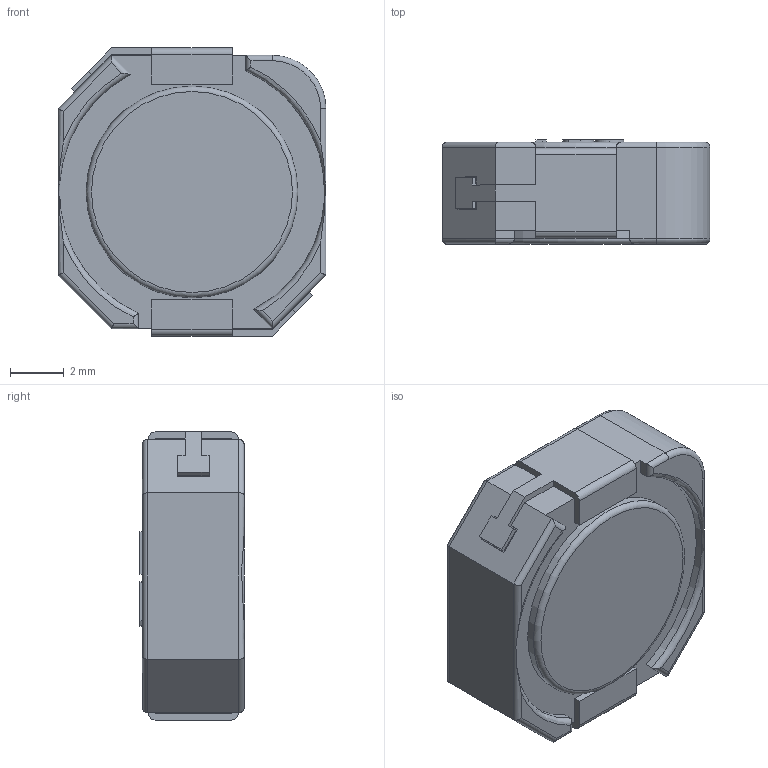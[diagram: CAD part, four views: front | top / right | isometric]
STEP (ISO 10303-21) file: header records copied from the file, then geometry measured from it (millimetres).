
FILE_DESCRIPTION (( 'STEP AP214' ), '1' );
FILE_NAME ('Power Inductors.STEP', '2022-10-13T07:10:01', ( 'AWaDH Workstation' ), ( '' ), 'SwSTEP 2.0', 'SolidWorks 2021', '' );
FILE_SCHEMA (( 'AUTOMOTIVE_DESIGN' ));
Length unit declared in the file: millimetre
Products named in the file (1): Power Inductors
Bounding box: 10 x 3.9 x 10.75 mm (x, y, z)
Volume: 344.1 mm3; surface area: 458.2 mm2
Topology: 7 solids, 7 shells, 183 faces, 462 edges, 297 vertices
Faces by surface type: plane 109, cylinder 35, bspline 31, torus 8
Full cylindrical faces by diameter (mm): 7 x1, 7.9 x1
Entity records: 7525 total; most frequent: CARTESIAN_POINT 2934, ORIENTED_EDGE 914, DIRECTION 703, EDGE_CURVE 457, LINE 325, VECTOR 325, VERTEX_POINT 296, EDGE_LOOP 195
